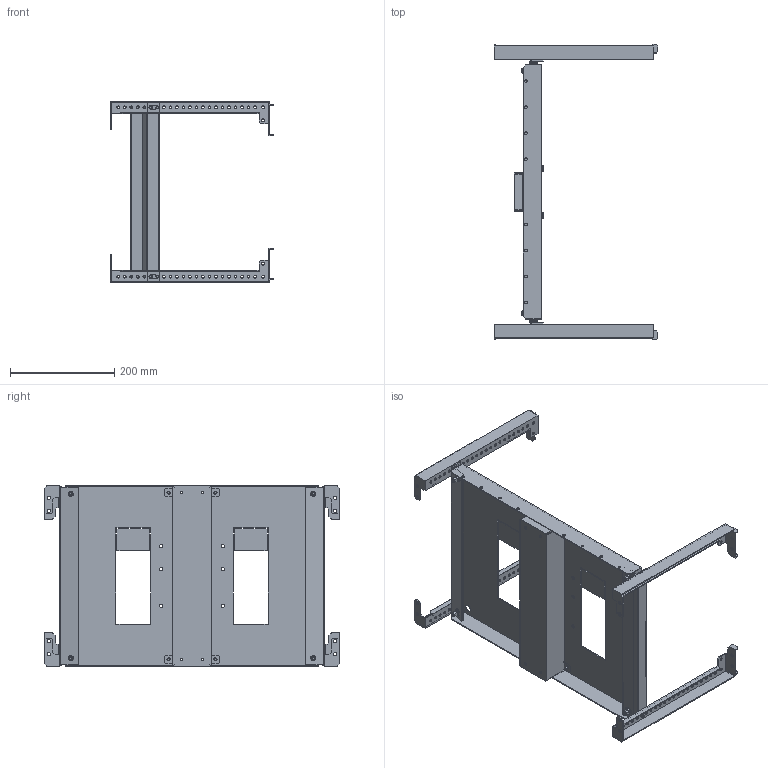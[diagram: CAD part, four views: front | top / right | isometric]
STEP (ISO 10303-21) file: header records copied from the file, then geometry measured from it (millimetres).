
FILE_DESCRIPTION (( 'STEP AP203' ), '1' );
FILE_NAME ('FO-00-HIW-035-060 FORMAT Ê-ò ãîðèçîíò. ARMAT MCCB H_I âûêàò. 3-4P 350õ600 IEK.STEP', '2024-07-26T16:32:34', ( '' ), ( '' ), 'SwSTEP 2.0', 'SolidWorks 2022', '' );
FILE_SCHEMA (( 'CONFIG_CONTROL_DESIGN' ));
Length unit declared in the file: millimetre
Products named in the file (1): FO-00-HIW-035-060 FORMAT К-т горизонт. ARMAT MCCB H_I выкат. 3-4P 350х600 IEK
Bounding box: 314.5 x 565.63 x 347 mm (x, y, z)
Volume: 754702.1 mm3; surface area: 843386.4 mm2
Topology: 16 solids, 16 shells, 1336 faces, 3636 edges, 2392 vertices
Faces by surface type: plane 660, cylinder 556, cone 72, torus 48
Entity records: 43659 total; most frequent: CARTESIAN_POINT 7985, DIRECTION 7514, ORIENTED_EDGE 7272, EDGE_CURVE 3636, AXIS2_PLACEMENT_3D 2609, VERTEX_POINT 2392, LINE 2296, VECTOR 2296
